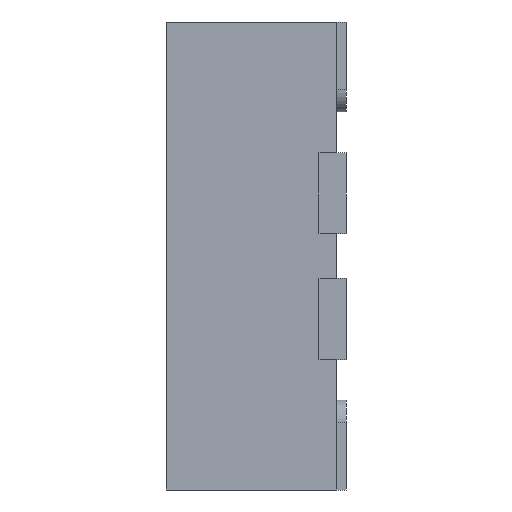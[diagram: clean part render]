
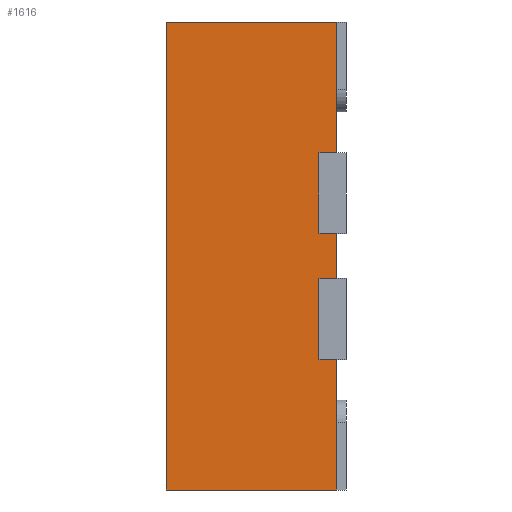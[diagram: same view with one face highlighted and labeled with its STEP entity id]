
A CAD part, left-side view. The second image highlights one B-rep face of the part: STEP entity #1616.
In plain terms, the highlighted planar face has unit normal (-1, 0, 0).
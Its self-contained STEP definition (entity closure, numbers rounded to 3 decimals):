
#81 = CARTESIAN_POINT ( 'NONE',  ( -1.05, -0.85, 0.575 ) ) ;
#91 = DIRECTION ( 'NONE',  ( 0., 0., -1. ) ) ;
#187 = AXIS2_PLACEMENT_3D ( 'NONE', #6039, #3696, #1550 ) ;
#228 = LINE ( 'NONE', #2383, #5087 ) ;
#292 = EDGE_CURVE ( 'NONE', #307, #743, #3151, .T. ) ;
#307 = VERTEX_POINT ( 'NONE', #5466 ) ;
#375 = EDGE_CURVE ( 'NONE', #2081, #1979, #2111, .T. ) ;
#399 = VERTEX_POINT ( 'NONE', #5503 ) ;
#403 = CARTESIAN_POINT ( 'NONE',  ( -1.05, -0.95, -1.3 ) ) ;
#440 = LINE ( 'NONE', #2989, #4056 ) ;
#481 = ORIENTED_EDGE ( 'NONE', *, *, #742, .T. ) ;
#518 = CARTESIAN_POINT ( 'NONE',  ( -1.05, -0.95, -0.125 ) ) ;
#564 = DIRECTION ( 'NONE',  ( 0., 0., -1. ) ) ;
#681 = LINE ( 'NONE', #1400, #1773 ) ;
#715 = VECTOR ( 'NONE', #3415, 1000. ) ;
#742 = EDGE_CURVE ( 'NONE', #1133, #743, #2766, .T. ) ;
#743 = VERTEX_POINT ( 'NONE', #833 ) ;
#749 = DIRECTION ( 'NONE',  ( 0., 0., 1. ) ) ;
#796 = ORIENTED_EDGE ( 'NONE', *, *, #4006, .F. ) ;
#833 = CARTESIAN_POINT ( 'NONE',  ( -1.05, -0.95, 0.125 ) ) ;
#1133 = VERTEX_POINT ( 'NONE', #518 ) ;
#1282 = CARTESIAN_POINT ( 'NONE',  ( -1.05, -0.95, -1.3 ) ) ;
#1400 = CARTESIAN_POINT ( 'NONE',  ( -1.05, -0.95, 1.3 ) ) ;
#1481 = EDGE_CURVE ( 'NONE', #5003, #1133, #4518, .T. ) ;
#1485 = CARTESIAN_POINT ( 'NONE',  ( -1.05, -0.95, -1.3 ) ) ;
#1522 = VECTOR ( 'NONE', #564, 1000. ) ;
#1550 = DIRECTION ( 'NONE',  ( 0., 0., 1. ) ) ;
#1616 = ADVANCED_FACE ( 'NONE', ( #5913 ), #2458, .T. ) ;
#1623 = LINE ( 'NONE', #3584, #4148 ) ;
#1675 = EDGE_CURVE ( 'NONE', #3947, #1976, #681, .T. ) ;
#1680 = ORIENTED_EDGE ( 'NONE', *, *, #1923, .F. ) ;
#1698 = EDGE_CURVE ( 'NONE', #5142, #399, #3044, .T. ) ;
#1773 = VECTOR ( 'NONE', #5202, 1000. ) ;
#1903 = CARTESIAN_POINT ( 'NONE',  ( -1.05, -0.95, -1.3 ) ) ;
#1923 = EDGE_CURVE ( 'NONE', #5003, #4378, #228, .T. ) ;
#1966 = VECTOR ( 'NONE', #3012, 1000. ) ;
#1976 = VERTEX_POINT ( 'NONE', #3396 ) ;
#1979 = VERTEX_POINT ( 'NONE', #2904 ) ;
#2016 = ORIENTED_EDGE ( 'NONE', *, *, #1675, .T. ) ;
#2081 = VERTEX_POINT ( 'NONE', #2917 ) ;
#2111 = LINE ( 'NONE', #4242, #715 ) ;
#2160 = ORIENTED_EDGE ( 'NONE', *, *, #3104, .T. ) ;
#2302 = ORIENTED_EDGE ( 'NONE', *, *, #1698, .T. ) ;
#2338 = DIRECTION ( 'NONE',  ( 0., -1., 0. ) ) ;
#2383 = CARTESIAN_POINT ( 'NONE',  ( -1.05, -0.85, -0.575 ) ) ;
#2400 = EDGE_CURVE ( 'NONE', #4378, #399, #440, .T. ) ;
#2458 = PLANE ( 'NONE',  #187 ) ;
#2528 = CARTESIAN_POINT ( 'NONE',  ( -1.05, -0.95, -1.3 ) ) ;
#2610 = VECTOR ( 'NONE', #5934, 1000. ) ;
#2759 = ORIENTED_EDGE ( 'NONE', *, *, #1481, .T. ) ;
#2766 = LINE ( 'NONE', #403, #2610 ) ;
#2773 = CARTESIAN_POINT ( 'NONE',  ( -1.05, -0.85, -0.575 ) ) ;
#2904 = CARTESIAN_POINT ( 'NONE',  ( -1.05, -0.95, 0.575 ) ) ;
#2917 = CARTESIAN_POINT ( 'NONE',  ( -1.05, -0.85, 0.575 ) ) ;
#2989 = CARTESIAN_POINT ( 'NONE',  ( -1.05, -0.85, -0.575 ) ) ;
#3012 = DIRECTION ( 'NONE',  ( 0., 0., 1. ) ) ;
#3024 = LINE ( 'NONE', #1485, #4922 ) ;
#3044 = LINE ( 'NONE', #1903, #5401 ) ;
#3104 = EDGE_CURVE ( 'NONE', #1979, #3947, #3208, .T. ) ;
#3151 = LINE ( 'NONE', #4579, #5501 ) ;
#3208 = LINE ( 'NONE', #2528, #1966 ) ;
#3396 = CARTESIAN_POINT ( 'NONE',  ( -1.05, 0., 1.3 ) ) ;
#3415 = DIRECTION ( 'NONE',  ( 0., -1., 0. ) ) ;
#3456 = ORIENTED_EDGE ( 'NONE', *, *, #2400, .F. ) ;
#3584 = CARTESIAN_POINT ( 'NONE',  ( -1.05, 0., -1.3 ) ) ;
#3639 = ORIENTED_EDGE ( 'NONE', *, *, #5679, .F. ) ;
#3668 = DIRECTION ( 'NONE',  ( 0., 0., 1. ) ) ;
#3696 = DIRECTION ( 'NONE',  ( -1., 0., 0. ) ) ;
#3746 = EDGE_CURVE ( 'NONE', #5142, #5314, #3024, .T. ) ;
#3801 = ORIENTED_EDGE ( 'NONE', *, *, #292, .F. ) ;
#3829 = CARTESIAN_POINT ( 'NONE',  ( -1.05, 0., -1.3 ) ) ;
#3893 = DIRECTION ( 'NONE',  ( 0., -1., 0. ) ) ;
#3947 = VERTEX_POINT ( 'NONE', #5427 ) ;
#3951 = DIRECTION ( 'NONE',  ( 0., -1., 0. ) ) ;
#4006 = EDGE_CURVE ( 'NONE', #5314, #1976, #1623, .T. ) ;
#4056 = VECTOR ( 'NONE', #3951, 1000. ) ;
#4148 = VECTOR ( 'NONE', #749, 1000. ) ;
#4242 = CARTESIAN_POINT ( 'NONE',  ( -1.05, -0.85, 0.575 ) ) ;
#4378 = VERTEX_POINT ( 'NONE', #2773 ) ;
#4383 = VECTOR ( 'NONE', #2338, 1000. ) ;
#4518 = LINE ( 'NONE', #6083, #4383 ) ;
#4579 = CARTESIAN_POINT ( 'NONE',  ( -1.05, -0.85, 0.125 ) ) ;
#4809 = ORIENTED_EDGE ( 'NONE', *, *, #3746, .F. ) ;
#4922 = VECTOR ( 'NONE', #5727, 1000. ) ;
#5003 = VERTEX_POINT ( 'NONE', #5470 ) ;
#5087 = VECTOR ( 'NONE', #91, 1000. ) ;
#5142 = VERTEX_POINT ( 'NONE', #1282 ) ;
#5202 = DIRECTION ( 'NONE',  ( 0., 1., 0. ) ) ;
#5298 = LINE ( 'NONE', #81, #1522 ) ;
#5314 = VERTEX_POINT ( 'NONE', #3829 ) ;
#5352 = EDGE_LOOP ( 'NONE', ( #5680, #2160, #2016, #796, #4809, #2302, #3456, #1680, #2759, #481, #3801, #3639 ) ) ;
#5401 = VECTOR ( 'NONE', #3668, 1000. ) ;
#5427 = CARTESIAN_POINT ( 'NONE',  ( -1.05, -0.95, 1.3 ) ) ;
#5466 = CARTESIAN_POINT ( 'NONE',  ( -1.05, -0.85, 0.125 ) ) ;
#5470 = CARTESIAN_POINT ( 'NONE',  ( -1.05, -0.85, -0.125 ) ) ;
#5501 = VECTOR ( 'NONE', #3893, 1000. ) ;
#5503 = CARTESIAN_POINT ( 'NONE',  ( -1.05, -0.95, -0.575 ) ) ;
#5679 = EDGE_CURVE ( 'NONE', #2081, #307, #5298, .T. ) ;
#5680 = ORIENTED_EDGE ( 'NONE', *, *, #375, .T. ) ;
#5727 = DIRECTION ( 'NONE',  ( 0., 1., 0. ) ) ;
#5913 = FACE_OUTER_BOUND ( 'NONE', #5352, .T. ) ;
#5934 = DIRECTION ( 'NONE',  ( 0., 0., 1. ) ) ;
#6039 = CARTESIAN_POINT ( 'NONE',  ( -1.05, -0.95, -1.3 ) ) ;
#6083 = CARTESIAN_POINT ( 'NONE',  ( -1.05, -0.85, -0.125 ) ) ;
